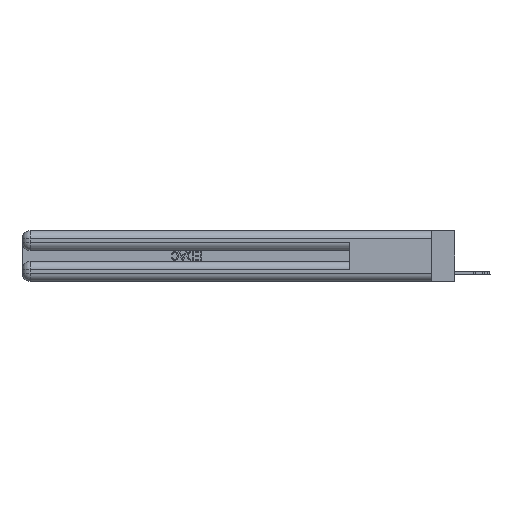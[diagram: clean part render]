
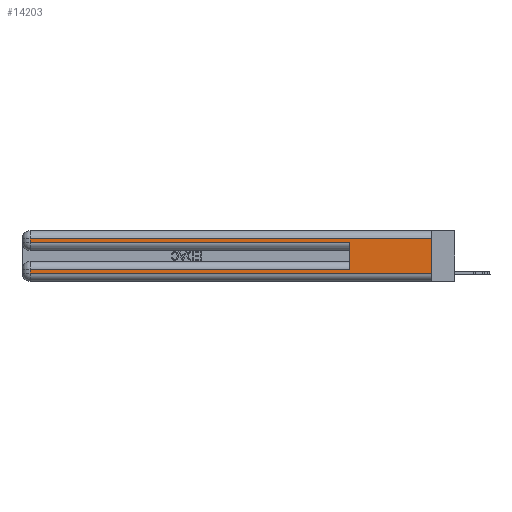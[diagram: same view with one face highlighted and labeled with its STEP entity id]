
A CAD part, left-side view. The second image highlights one B-rep face of the part: STEP entity #14203.
In plain terms, the highlighted planar face has unit normal (-1, 0, 0).
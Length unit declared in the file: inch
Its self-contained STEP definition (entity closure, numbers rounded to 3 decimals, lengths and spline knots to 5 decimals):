
#55 = CARTESIAN_POINT ( 'NONE',  ( 0., 0., 0.31 ) ) ;
#510 = EDGE_CURVE ( 'NONE', #17822, #10620, #27532, .T. ) ;
#837 = VECTOR ( 'NONE', #20736, 39.37008 ) ;
#1461 = VERTEX_POINT ( 'NONE', #55 ) ;
#2148 = EDGE_CURVE ( 'NONE', #31027, #10074, #2790, .T. ) ;
#2535 = DIRECTION ( 'NONE',  ( 0., 0., -1. ) ) ;
#2770 = VERTEX_POINT ( 'NONE', #28463 ) ;
#2790 = LINE ( 'NONE', #23288, #31732 ) ;
#3350 = CARTESIAN_POINT ( 'NONE',  ( 0., 0., 0.085 ) ) ;
#3984 = DIRECTION ( 'NONE',  ( 0., 1., 0. ) ) ;
#4176 = CARTESIAN_POINT ( 'NONE',  ( 0., 0.6, 0.145 ) ) ;
#4612 = CARTESIAN_POINT ( 'NONE',  ( 0., 2.94, 0.37 ) ) ;
#5366 = DIRECTION ( 'NONE',  ( 0., 1., 0. ) ) ;
#5461 = DIRECTION ( 'NONE',  ( 0., -1., 0. ) ) ;
#6167 = AXIS2_PLACEMENT_3D ( 'NONE', #23018, #12785, #2535 ) ;
#8214 = ORIENTED_EDGE ( 'NONE', *, *, #17102, .F. ) ;
#8239 = EDGE_CURVE ( 'NONE', #1461, #32856, #24651, .T. ) ;
#8285 = ORIENTED_EDGE ( 'NONE', *, *, #11323, .T. ) ;
#8315 = EDGE_CURVE ( 'NONE', #10074, #28939, #27837, .T. ) ;
#8628 = ORIENTED_EDGE ( 'NONE', *, *, #22061, .T. ) ;
#9643 = VECTOR ( 'NONE', #22735, 39.37008 ) ;
#10074 = VERTEX_POINT ( 'NONE', #10311 ) ;
#10289 = ORIENTED_EDGE ( 'NONE', *, *, #2148, .T. ) ;
#10311 = CARTESIAN_POINT ( 'NONE',  ( 0., 2.94, 0.06 ) ) ;
#10616 = LINE ( 'NONE', #17878, #9643 ) ;
#10620 = VERTEX_POINT ( 'NONE', #25245 ) ;
#10696 = VECTOR ( 'NONE', #19321, 39.37008 ) ;
#11323 = EDGE_CURVE ( 'NONE', #32856, #2770, #17078, .T. ) ;
#12369 = ORIENTED_EDGE ( 'NONE', *, *, #15699, .T. ) ;
#12785 = DIRECTION ( 'NONE',  ( 1., 0., 0. ) ) ;
#13016 = LINE ( 'NONE', #28946, #837 ) ;
#13051 = DIRECTION ( 'NONE',  ( 0., 0., -1. ) ) ;
#13692 = EDGE_LOOP ( 'NONE', ( #8214, #15275, #8285, #8628, #27230, #12369, #10289, #27488 ) ) ;
#14203 = ADVANCED_FACE ( 'NONE', ( #17998 ), #31224, .F. ) ;
#15275 = ORIENTED_EDGE ( 'NONE', *, *, #8239, .T. ) ;
#15699 = EDGE_CURVE ( 'NONE', #17822, #31027, #28406, .T. ) ;
#15972 = CARTESIAN_POINT ( 'NONE',  ( 0., 0., 0.06 ) ) ;
#17078 = LINE ( 'NONE', #4612, #30702 ) ;
#17102 = EDGE_CURVE ( 'NONE', #1461, #28939, #13016, .T. ) ;
#17822 = VERTEX_POINT ( 'NONE', #32567 ) ;
#17878 = CARTESIAN_POINT ( 'NONE',  ( 0., 0., 0.285 ) ) ;
#17955 = CARTESIAN_POINT ( 'NONE',  ( 0., 2.94, 0.31 ) ) ;
#17998 = FACE_OUTER_BOUND ( 'NONE', #13692, .T. ) ;
#19321 = DIRECTION ( 'NONE',  ( 0., 0., 1. ) ) ;
#19927 = DIRECTION ( 'NONE',  ( 0., 0., -1. ) ) ;
#20728 = VECTOR ( 'NONE', #5366, 39.37008 ) ;
#20736 = DIRECTION ( 'NONE',  ( 0., 0., -1. ) ) ;
#21440 = VECTOR ( 'NONE', #3984, 39.37008 ) ;
#22061 = EDGE_CURVE ( 'NONE', #2770, #10620, #10616, .T. ) ;
#22735 = DIRECTION ( 'NONE',  ( 0., -1., 0. ) ) ;
#23018 = CARTESIAN_POINT ( 'NONE',  ( 0., 0., 0.37 ) ) ;
#23288 = CARTESIAN_POINT ( 'NONE',  ( 0., 2.94, 0.37 ) ) ;
#24651 = LINE ( 'NONE', #32362, #21440 ) ;
#25245 = CARTESIAN_POINT ( 'NONE',  ( 0., 0.6, 0.285 ) ) ;
#25318 = CARTESIAN_POINT ( 'NONE',  ( 0., 0., 0.06 ) ) ;
#25500 = VECTOR ( 'NONE', #5461, 39.37008 ) ;
#27230 = ORIENTED_EDGE ( 'NONE', *, *, #510, .F. ) ;
#27488 = ORIENTED_EDGE ( 'NONE', *, *, #8315, .T. ) ;
#27532 = LINE ( 'NONE', #4176, #10696 ) ;
#27837 = LINE ( 'NONE', #25318, #25500 ) ;
#28406 = LINE ( 'NONE', #3350, #20728 ) ;
#28463 = CARTESIAN_POINT ( 'NONE',  ( 0., 2.94, 0.285 ) ) ;
#28939 = VERTEX_POINT ( 'NONE', #15972 ) ;
#28946 = CARTESIAN_POINT ( 'NONE',  ( 0., 0., 0.37 ) ) ;
#30702 = VECTOR ( 'NONE', #19927, 39.37008 ) ;
#31027 = VERTEX_POINT ( 'NONE', #33210 ) ;
#31224 = PLANE ( 'NONE',  #6167 ) ;
#31732 = VECTOR ( 'NONE', #13051, 39.37008 ) ;
#32362 = CARTESIAN_POINT ( 'NONE',  ( 0., 0., 0.31 ) ) ;
#32567 = CARTESIAN_POINT ( 'NONE',  ( 0., 0.6, 0.085 ) ) ;
#32856 = VERTEX_POINT ( 'NONE', #17955 ) ;
#33210 = CARTESIAN_POINT ( 'NONE',  ( 0., 2.94, 0.085 ) ) ;
